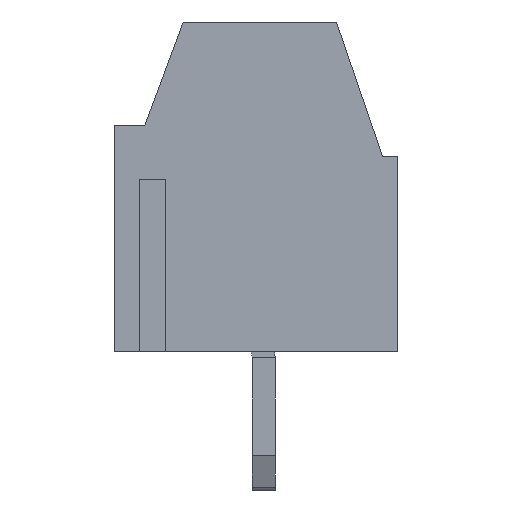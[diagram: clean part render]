
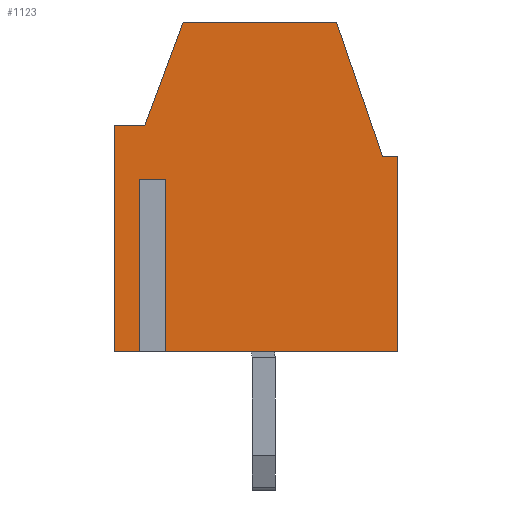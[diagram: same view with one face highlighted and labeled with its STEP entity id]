
A CAD part, left-side view. The second image highlights one B-rep face of the part: STEP entity #1123.
In plain terms, the highlighted planar face has unit normal (-1, 0, 0).
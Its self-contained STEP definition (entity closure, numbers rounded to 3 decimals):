
#1123=ADVANCED_FACE('',(#4077),#4079,.T.);
#4077=FACE_BOUND('',#4078,.T.);
#4078=EDGE_LOOP('',(#6390,#6391,#6392,#6393,#6394,#6395,#6396,#6397,#6398,#6399,
#6400,#6401));
#4079=PLANE('',#4080);
#4080=AXIS2_PLACEMENT_3D('',#4081,#4082,#4083);
#4081=CARTESIAN_POINT('',(-1.75,0.,0.));
#4082=DIRECTION('',(-1.,0.,0.));
#4083=DIRECTION('',(0.,0.,-1.));
#6390=ORIENTED_EDGE('',*,*,#8016,.F.);
#6391=ORIENTED_EDGE('',*,*,#8017,.F.);
#6392=ORIENTED_EDGE('',*,*,#8018,.F.);
#6393=ORIENTED_EDGE('',*,*,#8019,.T.);
#6394=ORIENTED_EDGE('',*,*,#8020,.T.);
#6395=ORIENTED_EDGE('',*,*,#8021,.T.);
#6396=ORIENTED_EDGE('',*,*,#8022,.T.);
#6397=ORIENTED_EDGE('',*,*,#7872,.T.);
#6398=ORIENTED_EDGE('',*,*,#8004,.T.);
#6399=ORIENTED_EDGE('',*,*,#8023,.T.);
#6400=ORIENTED_EDGE('',*,*,#8024,.T.);
#6401=ORIENTED_EDGE('',*,*,#8025,.T.);
#7872=EDGE_CURVE('',#8774,#8772,#8775,.T.);
#8004=EDGE_CURVE('',#8772,#9011,#9013,.T.);
#8016=EDGE_CURVE('',#9035,#9036,#9037,.T.);
#8017=EDGE_CURVE('',#9038,#9035,#9039,.F.);
#8018=EDGE_CURVE('',#9040,#9038,#9041,.T.);
#8019=EDGE_CURVE('',#9040,#9042,#9043,.T.);
#8020=EDGE_CURVE('',#9042,#9044,#9045,.T.);
#8021=EDGE_CURVE('',#9044,#9046,#9047,.T.);
#8022=EDGE_CURVE('',#9046,#8774,#9048,.T.);
#8023=EDGE_CURVE('',#9011,#9049,#9050,.T.);
#8024=EDGE_CURVE('',#9049,#9051,#9052,.T.);
#8025=EDGE_CURVE('',#9051,#9036,#9053,.T.);
#8772=VERTEX_POINT('',#10224);
#8774=VERTEX_POINT('',#10228);
#8775=LINE('',#10229,#10230);
#9011=VERTEX_POINT('',#10746);
#9013=LINE('',#10750,#10751);
#9035=VERTEX_POINT('',#10796);
#9036=VERTEX_POINT('',#10797);
#9037=LINE('',#10798,#10799);
#9038=VERTEX_POINT('',#10801);
#9039=LINE('',#10802,#10803);
#9040=VERTEX_POINT('',#10805);
#9041=LINE('',#10806,#10807);
#9042=VERTEX_POINT('',#10809);
#9043=LINE('',#10810,#10811);
#9044=VERTEX_POINT('',#10813);
#9045=LINE('',#10814,#10815);
#9046=VERTEX_POINT('',#10817);
#9047=LINE('',#10818,#10819);
#9048=LINE('',#10821,#10822);
#9049=VERTEX_POINT('',#10824);
#9050=LINE('',#10825,#10826);
#9051=VERTEX_POINT('',#10828);
#9052=LINE('',#10829,#10830);
#9053=LINE('',#10832,#10833);
#10224=CARTESIAN_POINT('',(-1.75,2.1,8.6));
#10228=CARTESIAN_POINT('',(-1.75,-1.9,8.6));
#10229=CARTESIAN_POINT('',(-1.75,-1.9,8.6));
#10230=VECTOR('',#10231,1.);
#10231=DIRECTION('',(0.,1.,0.));
#10746=CARTESIAN_POINT('',(-1.75,3.1,5.9));
#10750=CARTESIAN_POINT('',(-1.75,2.1,8.6));
#10751=VECTOR('',#10752,1.);
#10752=DIRECTION('',(0.,0.347,-0.938));
#10796=CARTESIAN_POINT('',(-1.75,3.15,4.5));
#10797=CARTESIAN_POINT('',(-1.75,3.15,0.));
#10798=CARTESIAN_POINT('',(-1.75,3.15,4.5));
#10799=VECTOR('',#10800,1.);
#10800=DIRECTION('',(0.,0.,-1.));
#10801=CARTESIAN_POINT('',(-1.75,2.65,4.5));
#10802=CARTESIAN_POINT('',(-1.75,3.15,4.5));
#10803=VECTOR('',#10804,1.);
#10804=DIRECTION('',(0.,-1.,0.));
#10805=CARTESIAN_POINT('',(-1.75,2.65,0.));
#10806=CARTESIAN_POINT('',(-1.75,2.65,0.));
#10807=VECTOR('',#10808,1.);
#10808=DIRECTION('',(0.,0.,1.));
#10809=CARTESIAN_POINT('',(-1.75,-3.5,0.));
#10810=CARTESIAN_POINT('',(-1.75,2.65,0.));
#10811=VECTOR('',#10812,1.);
#10812=DIRECTION('',(0.,-1.,0.));
#10813=CARTESIAN_POINT('',(-1.75,-3.5,5.1));
#10814=CARTESIAN_POINT('',(-1.75,-3.5,0.));
#10815=VECTOR('',#10816,1.);
#10816=DIRECTION('',(0.,0.,1.));
#10817=CARTESIAN_POINT('',(-1.75,-3.1,5.1));
#10818=CARTESIAN_POINT('',(-1.75,-3.5,5.1));
#10819=VECTOR('',#10820,1.);
#10820=DIRECTION('',(0.,1.,0.));
#10821=CARTESIAN_POINT('',(-1.75,-3.1,5.1));
#10822=VECTOR('',#10823,1.);
#10823=DIRECTION('',(0.,0.324,0.946));
#10824=CARTESIAN_POINT('',(-1.75,3.9,5.9));
#10825=CARTESIAN_POINT('',(-1.75,3.1,5.9));
#10826=VECTOR('',#10827,1.);
#10827=DIRECTION('',(0.,1.,0.));
#10828=CARTESIAN_POINT('',(-1.75,3.9,0.));
#10829=CARTESIAN_POINT('',(-1.75,3.9,5.9));
#10830=VECTOR('',#10831,1.);
#10831=DIRECTION('',(0.,0.,-1.));
#10832=CARTESIAN_POINT('',(-1.75,3.9,0.));
#10833=VECTOR('',#10834,1.);
#10834=DIRECTION('',(0.,-1.,0.));
